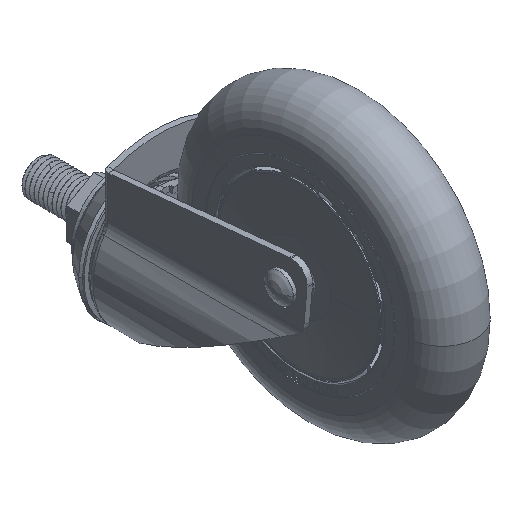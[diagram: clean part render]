
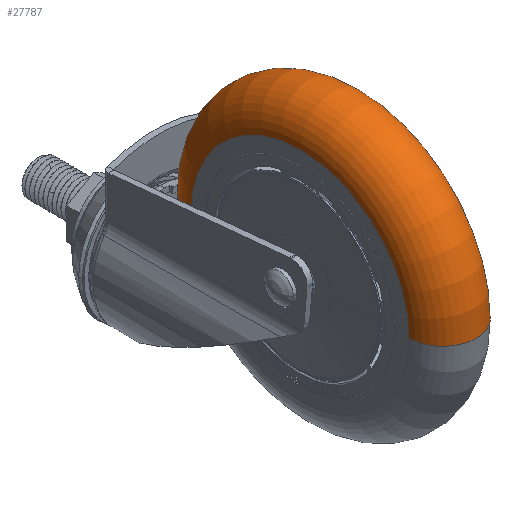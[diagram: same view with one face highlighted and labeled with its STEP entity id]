
A CAD part, isometric view. The second image highlights one B-rep face of the part: STEP entity #27787.
In plain terms, the highlighted toroidal (fillet/blend) face has major radius 48.5 mm and minor radius 15 mm.
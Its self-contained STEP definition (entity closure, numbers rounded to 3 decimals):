
#216 = EDGE_CURVE ( 'NONE', #36527, #35230, #15665, .T. ) ;
#898 = AXIS2_PLACEMENT_3D ( 'NONE', #1236, #24478, #4588 ) ;
#1236 = CARTESIAN_POINT ( 'NONE',  ( 0., 0., 48.5 ) ) ;
#3292 = AXIS2_PLACEMENT_3D ( 'NONE', #37642, #34339, #41002 ) ;
#3591 = DIRECTION ( 'NONE',  ( 0., 0., 1. ) ) ;
#4389 = VERTEX_POINT ( 'NONE', #42263 ) ;
#4588 = DIRECTION ( 'NONE',  ( 0., 0., -1. ) ) ;
#6154 = EDGE_CURVE ( 'NONE', #32208, #4389, #15134, .T. ) ;
#6401 = EDGE_CURVE ( 'NONE', #4389, #35230, #8912, .T. ) ;
#8912 = CIRCLE ( 'NONE', #898, 15. ) ;
#9837 = CARTESIAN_POINT ( 'NONE',  ( 15., 0., 0. ) ) ;
#10158 = AXIS2_PLACEMENT_3D ( 'NONE', #13616, #13471, #3591 ) ;
#13165 = DIRECTION ( 'NONE',  ( 0., 0., 1. ) ) ;
#13268 = CARTESIAN_POINT ( 'NONE',  ( -15., 0., -48.5 ) ) ;
#13314 = CARTESIAN_POINT ( 'NONE',  ( 0., 0., -48.5 ) ) ;
#13471 = DIRECTION ( 'NONE',  ( -1., 0., 0. ) ) ;
#13616 = CARTESIAN_POINT ( 'NONE',  ( -15., 0., 0. ) ) ;
#15134 = CIRCLE ( 'NONE', #31518, 48.5 ) ;
#15665 = CIRCLE ( 'NONE', #10158, 48.5 ) ;
#16648 = DIRECTION ( 'NONE',  ( 0., 0., 1. ) ) ;
#19378 = CARTESIAN_POINT ( 'NONE',  ( 15., 0., -48.5 ) ) ;
#23885 = EDGE_LOOP ( 'NONE', ( #37793, #34965, #33874, #41010 ) ) ;
#24270 = CIRCLE ( 'NONE', #30596, 15. ) ;
#24478 = DIRECTION ( 'NONE',  ( 0., -1., 0. ) ) ;
#27787 = ADVANCED_FACE ( 'NONE', ( #36320 ), #28475, .T. ) ;
#28475 = TOROIDAL_SURFACE ( 'NONE', #3292, 48.5, 15. ) ;
#28650 = EDGE_CURVE ( 'NONE', #32208, #36527, #24270, .T. ) ;
#30596 = AXIS2_PLACEMENT_3D ( 'NONE', #13314, #36588, #16648 ) ;
#31518 = AXIS2_PLACEMENT_3D ( 'NONE', #9837, #33075, #13165 ) ;
#32208 = VERTEX_POINT ( 'NONE', #19378 ) ;
#33075 = DIRECTION ( 'NONE',  ( -1., 0., 0. ) ) ;
#33874 = ORIENTED_EDGE ( 'NONE', *, *, #6401, .T. ) ;
#34339 = DIRECTION ( 'NONE',  ( -1., 0., 0. ) ) ;
#34965 = ORIENTED_EDGE ( 'NONE', *, *, #6154, .T. ) ;
#35230 = VERTEX_POINT ( 'NONE', #40542 ) ;
#36320 = FACE_OUTER_BOUND ( 'NONE', #23885, .T. ) ;
#36527 = VERTEX_POINT ( 'NONE', #13268 ) ;
#36588 = DIRECTION ( 'NONE',  ( 0., 1., 0. ) ) ;
#37642 = CARTESIAN_POINT ( 'NONE',  ( 0., 0., 0. ) ) ;
#37793 = ORIENTED_EDGE ( 'NONE', *, *, #28650, .F. ) ;
#40542 = CARTESIAN_POINT ( 'NONE',  ( -15., 0., 48.5 ) ) ;
#41002 = DIRECTION ( 'NONE',  ( 0., 0., 1. ) ) ;
#41010 = ORIENTED_EDGE ( 'NONE', *, *, #216, .F. ) ;
#42263 = CARTESIAN_POINT ( 'NONE',  ( 15., 0., 48.5 ) ) ;
